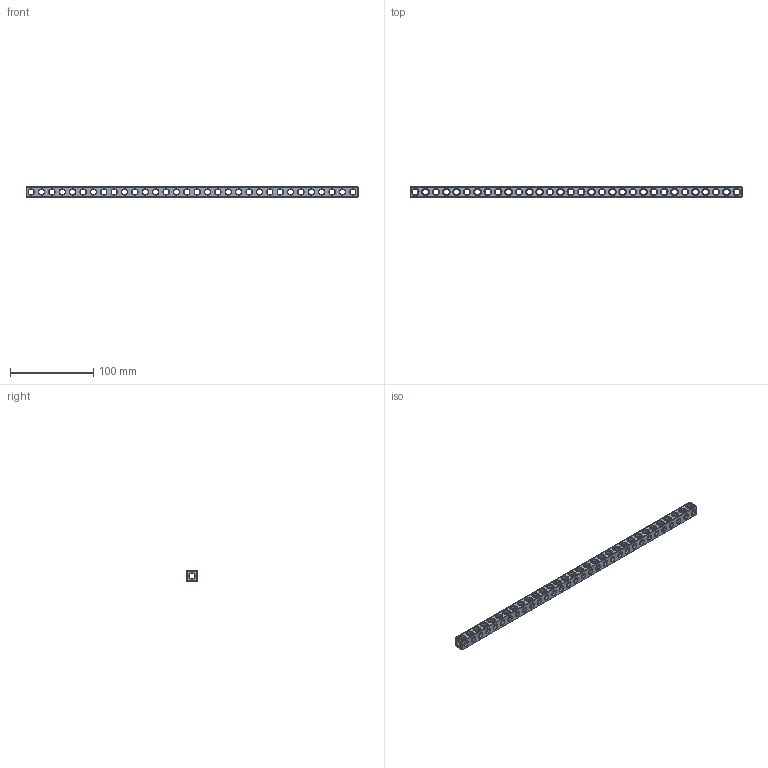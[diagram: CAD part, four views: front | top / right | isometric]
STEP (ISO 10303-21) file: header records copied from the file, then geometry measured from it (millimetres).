
FILE_DESCRIPTION(('FreeCAD Model'),'2;1');
FILE_NAME('Open CASCADE Shape Model','2021-05-23T22:22:47',( 'Paulo Kiefe'),('STEMFIE.org'),'Open CASCADE STEP processor 7.4', 'FreeCAD','Unknown');
FILE_SCHEMA(('AUTOMOTIVE_DESIGN { 1 0 10303 214 1 1 1 1 }'));
Products named in the file (1): Beam_STR_ESS_BU32x01x01_-_SPN-BEM-0069_(stemfie.org)
Bounding box: 400 x 12.5 x 12.5 mm (x, y, z)
Volume: 31238.3 mm3; surface area: 27957.2 mm2
Topology: 1 solids, 1 shells, 817 faces, 2626 edges, 1750 vertices
Faces by surface type: plane 362, cylinder 193, extrusion 132, cone 130
Full cylindrical faces by diameter (mm): 7 x161, 9.2 x32
Entity records: 98197 total; most frequent: CARTESIAN_POINT 48972, DIRECTION 8290, ORIENTED_EDGE 5252, PCURVE 5252, DEFINITIONAL_REPRESENTATION 5252, VECTOR 4765, LINE 4633, EDGE_CURVE 2626
